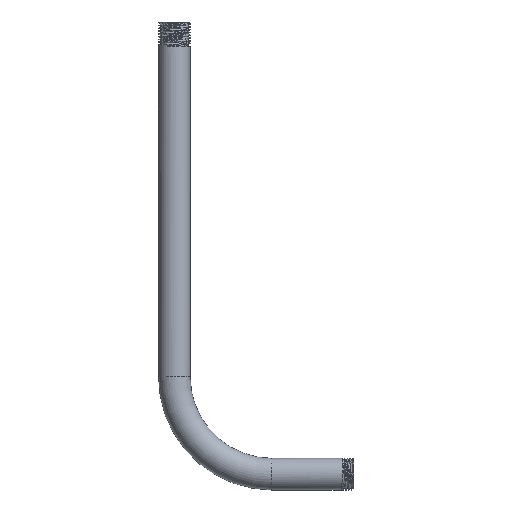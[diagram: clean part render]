
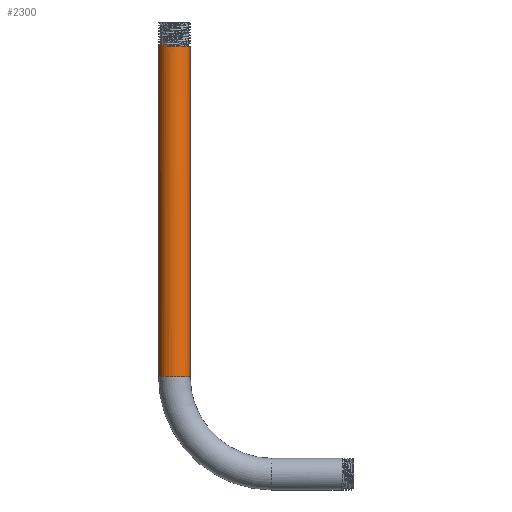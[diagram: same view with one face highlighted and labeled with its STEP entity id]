
A CAD part, left-side view. The second image highlights one B-rep face of the part: STEP entity #2300.
In plain terms, the highlighted cylindrical face has radius 10.319 mm (diameter 20.637 mm), a partial arc.
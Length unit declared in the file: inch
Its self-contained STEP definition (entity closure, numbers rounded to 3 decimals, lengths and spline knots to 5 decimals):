
#363=CARTESIAN_POINT('',(0.,0.40625,-0.58573));
#380=DIRECTION('',(0.,0.,-1.));
#381=VECTOR('',#380,8.50827);
#382=CARTESIAN_POINT('',(0.,0.40625,-0.58573));
#383=LINE('',#382,#381);
#407=CARTESIAN_POINT('',(-0.30933,0.26335,
-0.60714));
#408=CARTESIAN_POINT('',(-0.32835,0.24102,
-0.6055));
#409=CARTESIAN_POINT('',(-0.36162,0.1921,
-0.60221));
#410=CARTESIAN_POINT('',(-0.39472,0.10908,
-0.59723));
#411=CARTESIAN_POINT('',(-0.40895,0.02075,
-0.59226));
#412=CARTESIAN_POINT('',(-0.40381,-0.06793,
-0.58732));
#413=CARTESIAN_POINT('',(-0.37942,-0.15402,
-0.58234));
#414=CARTESIAN_POINT('',(-0.33732,-0.23209,
-0.5774));
#415=CARTESIAN_POINT('',(-0.27917,-0.29959,
-0.57244));
#416=CARTESIAN_POINT('',(-0.20746,-0.35306,
-0.56747));
#417=CARTESIAN_POINT('',(-0.15314,-0.37744,
-0.56416));
#418=CARTESIAN_POINT('',(-0.12498,-0.38655,
-0.5625));
#420=DIRECTION('',(0.,0.,1.));
#421=VECTOR('',#420,0.01786);
#422=CARTESIAN_POINT('',(-0.30933,0.26335,-0.625));
#423=LINE('',#422,#421);
#424=CARTESIAN_POINT('',(0.,-0.40625,-0.62145));
#425=CARTESIAN_POINT('',(-0.01412,-0.40625,-0.62184));
#426=CARTESIAN_POINT('',(-0.04236,-0.40477,
-0.62263));
#427=CARTESIAN_POINT('',(-0.08422,-0.39818,
-0.62381));
#428=CARTESIAN_POINT('',(-0.11154,-0.39089,
-0.6246));
#429=CARTESIAN_POINT('',(-0.12498,-0.38655,-0.625));
#431=DIRECTION('',(0.,0.,-1.));
#432=VECTOR('',#431,8.47255);
#433=CARTESIAN_POINT('',(0.,-0.40625,-0.62145));
#434=LINE('',#433,#432);
#435=CARTESIAN_POINT('',(0.,-0.40625,-0.55002));
#436=CARTESIAN_POINT('',(-0.0323,-0.40625,-0.55092));
#437=CARTESIAN_POINT('',(-0.09699,-0.39848,
-0.55273));
#438=CARTESIAN_POINT('',(-0.18847,-0.36433,
-0.55544));
#439=CARTESIAN_POINT('',(-0.2701,-0.30865,
-0.55819));
#440=CARTESIAN_POINT('',(-0.3355,-0.23612,
-0.5609));
#441=CARTESIAN_POINT('',(-0.38349,-0.14648,
-0.56372));
#442=CARTESIAN_POINT('',(-0.40728,-0.04845,
-0.56653));
#443=CARTESIAN_POINT('',(-0.40732,0.04828,
-0.56921));
#444=CARTESIAN_POINT('',(-0.38346,0.14661,
-0.57202));
#445=CARTESIAN_POINT('',(-0.33539,0.23629,
-0.57485));
#446=CARTESIAN_POINT('',(-0.26994,0.30878,
-0.57756));
#447=CARTESIAN_POINT('',(-0.1884,0.36435,
-0.5803));
#448=CARTESIAN_POINT('',(-0.09707,0.39845,
-0.58301));
#449=CARTESIAN_POINT('',(-0.03234,0.40625,-0.58483));
#450=CARTESIAN_POINT('',(0.,0.40625,-0.58573));
#452=DIRECTION('',(0.,0.,-1.));
#453=VECTOR('',#452,0.00893);
#454=CARTESIAN_POINT('',(0.,-0.40625,-0.55002));
#455=LINE('',#454,#453);
#456=CARTESIAN_POINT('',(-0.12498,-0.38655,
-0.5625));
#457=CARTESIAN_POINT('',(-0.11154,-0.39089,
-0.5621));
#458=CARTESIAN_POINT('',(-0.08422,-0.39818,
-0.56131));
#459=CARTESIAN_POINT('',(-0.04236,-0.40477,
-0.56013));
#460=CARTESIAN_POINT('',(-0.01412,-0.40625,-0.55934));
#461=CARTESIAN_POINT('',(0.,-0.40625,-0.55894));
#1079=CARTESIAN_POINT('',(0.,0.,-0.625));
#1080=DIRECTION('',(0.,0.,-1.));
#1081=DIRECTION('',(-0.308,-0.952,0.));
#1082=AXIS2_PLACEMENT_3D('',#1079,#1080,#1081);
#1220=CARTESIAN_POINT('',(0.,0.,-9.094));
#1221=DIRECTION('',(0.,0.,-1.));
#1222=DIRECTION('',(0.,-1.,0.));
#1223=AXIS2_PLACEMENT_3D('',#1220,#1221,#1222);
#1907=CARTESIAN_POINT('',(0.,0.40625,-9.094));
#1908=CARTESIAN_POINT('',(0.,-0.40625,-9.094));
#1909=VERTEX_POINT('',#1907);
#1910=VERTEX_POINT('',#1908);
#1919=VERTEX_POINT('',#407);
#1920=VERTEX_POINT('',#418);
#1921=CARTESIAN_POINT('',(-0.12498,-0.38655,-0.625));
#1922=CARTESIAN_POINT('',(-0.30933,0.26335,-0.625));
#1923=VERTEX_POINT('',#1921);
#1924=VERTEX_POINT('',#1922);
#1985=CARTESIAN_POINT('',(0.,-0.40625,-0.55002));
#1986=CARTESIAN_POINT('',(0.,-0.40625,-0.55894));
#1987=VERTEX_POINT('',#1985);
#1988=VERTEX_POINT('',#1986);
#1989=CARTESIAN_POINT('',(0.,-0.40625,-0.62145));
#1990=VERTEX_POINT('',#1989);
#2041=VERTEX_POINT('',#363);
#2276=CARTESIAN_POINT('',(0.,0.,0.));
#2277=DIRECTION('',(0.,0.,-1.));
#2278=DIRECTION('',(0.,1.,0.));
#2279=AXIS2_PLACEMENT_3D('',#2276,#2277,#2278);
#2280=CYLINDRICAL_SURFACE('',#2279,0.40625);
#2282=ORIENTED_EDGE('',*,*,#2281,.F.);
#2284=ORIENTED_EDGE('',*,*,#2283,.F.);
#2286=ORIENTED_EDGE('',*,*,#2285,.F.);
#2288=ORIENTED_EDGE('',*,*,#2287,.F.);
#2289=ORIENTED_EDGE('',*,*,#2209,.T.);
#2291=ORIENTED_EDGE('',*,*,#2290,.T.);
#2292=ORIENTED_EDGE('',*,*,#2213,.F.);
#2294=ORIENTED_EDGE('',*,*,#2293,.F.);
#2295=ORIENTED_EDGE('',*,*,#2197,.T.);
#2297=ORIENTED_EDGE('',*,*,#2296,.F.);
#2298=EDGE_LOOP('',(#2282,#2284,#2286,#2288,#2289,#2291,#2292,#2294,#2295,
#2297));
#2299=FACE_OUTER_BOUND('',#2298,.F.);
#2300=ADVANCED_FACE('',(#2299),#2280,.T.);
#419=B_SPLINE_CURVE_WITH_KNOTS('',3,(#407,#408,#409,#410,#411,#412,#413,#414,
#415,#416,#417,#418),.UNSPECIFIED.,.F.,.F.,(4,1,1,1,1,1,1,1,1,4),(0.,
0.11111,0.22222,0.33333,0.44444,
0.55556,0.66667,0.77778,0.88889,1.),
.UNSPECIFIED.);
#430=B_SPLINE_CURVE_WITH_KNOTS('',3,(#424,#425,#426,#427,#428,#429),
.UNSPECIFIED.,.F.,.F.,(4,1,1,4),(0.,0.33333,0.66667,1.),
.UNSPECIFIED.);
#451=B_SPLINE_CURVE_WITH_KNOTS('',3,(#435,#436,#437,#438,#439,#440,#441,#442,
#443,#444,#445,#446,#447,#448,#449,#450),.UNSPECIFIED.,.F.,.F.,(4,1,1,1,1,1,1,1,
1,1,1,1,1,4),(0.,0.07692,0.15385,0.23077,
0.30769,0.38462,0.46154,0.53846,
0.61538,0.69231,0.76923,0.84615,
0.92308,1.),.UNSPECIFIED.);
#462=B_SPLINE_CURVE_WITH_KNOTS('',3,(#456,#457,#458,#459,#460,#461),
.UNSPECIFIED.,.F.,.F.,(4,1,1,4),(0.,0.33333,0.66667,1.),
.UNSPECIFIED.);
#1083=CIRCLE('',#1082,0.40625);
#1224=CIRCLE('',#1223,0.40625);
#2197=EDGE_CURVE('',#1987,#1988,#455,.T.);
#2209=EDGE_CURVE('',#1990,#1910,#434,.T.);
#2213=EDGE_CURVE('',#2041,#1909,#383,.T.);
#2281=EDGE_CURVE('',#1919,#1920,#419,.T.);
#2283=EDGE_CURVE('',#1924,#1919,#423,.T.);
#2285=EDGE_CURVE('',#1923,#1924,#1083,.T.);
#2287=EDGE_CURVE('',#1990,#1923,#430,.T.);
#2290=EDGE_CURVE('',#1910,#1909,#1224,.T.);
#2293=EDGE_CURVE('',#1987,#2041,#451,.T.);
#2296=EDGE_CURVE('',#1920,#1988,#462,.T.);
